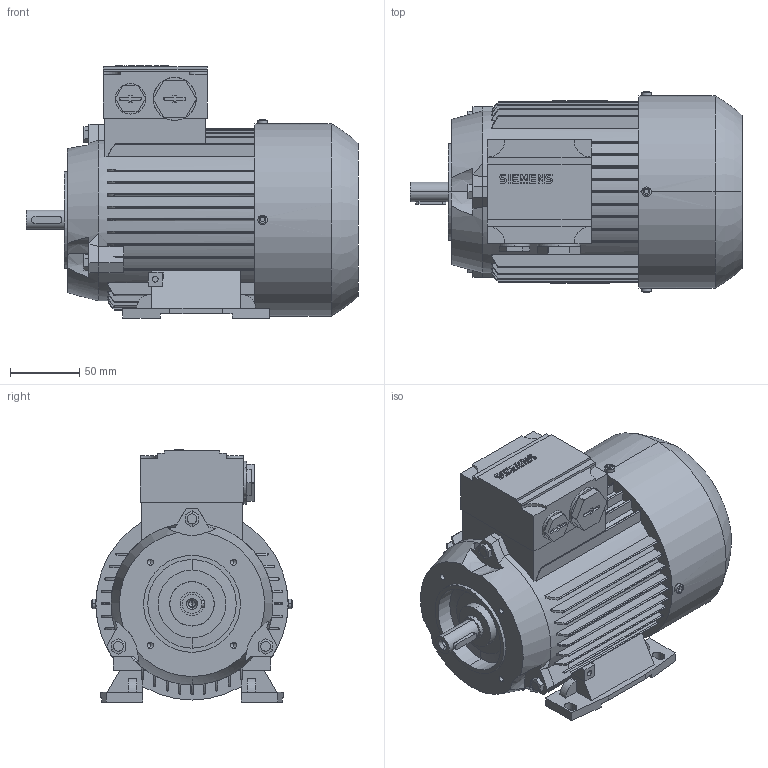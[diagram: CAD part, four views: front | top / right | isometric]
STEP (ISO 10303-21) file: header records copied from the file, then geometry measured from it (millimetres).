
FILE_DESCRIPTION(('STEP AP214'),'1');
FILE_NAME('cctmp_FAA78518-E36F-43A6-92D4-FA4AD5C42D2E_2023_06_26_13_51_44_0422..stp','2023-06-26T11:51:44',('SIEMENS A&D'),('CADClick - www.CADClick.com'),'Spatial InterOp 3D',' ','unknown authorization');
FILE_SCHEMA(('AUTOMOTIVE_DESIGN'));
Length unit declared in the file: millimetre
Products named in the file (1): 1
Bounding box: 240 x 145 x 182.29 mm (x, y, z)
Volume: 2936315 mm3; surface area: 198645.9 mm2
Topology: 1 solids, 1 shells, 671 faces, 1846 edges, 1198 vertices
Faces by surface type: plane 433, cylinder 164, torus 38, cone 36
Entity records: 28012 total; most frequent: CARTESIAN_POINT 5527, ORIENTED_EDGE 3648, DIRECTION 3482, EDGE_CURVE 1824, LINE 1208, VECTOR 1208, VERTEX_POINT 1198, AXIS2_PLACEMENT_3D 1137
